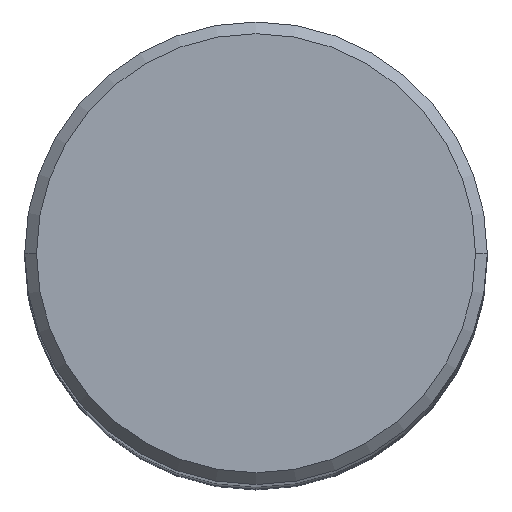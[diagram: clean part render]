
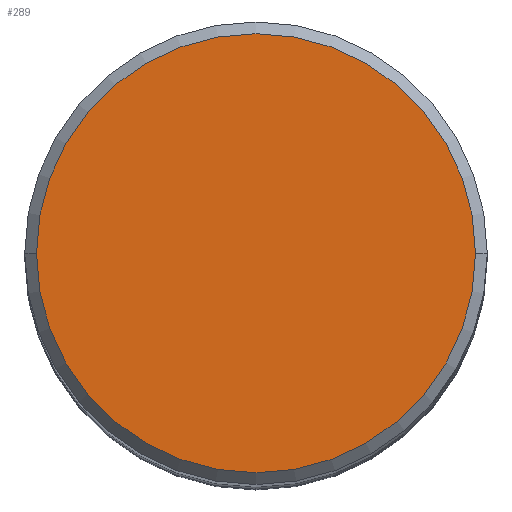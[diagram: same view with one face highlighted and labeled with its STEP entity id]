
A CAD part, top view. The second image highlights one B-rep face of the part: STEP entity #289.
In plain terms, the highlighted planar face has unit normal (0, 0, 1).
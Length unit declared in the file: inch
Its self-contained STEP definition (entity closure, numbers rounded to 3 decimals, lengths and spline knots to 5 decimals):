
#4 = EDGE_CURVE ( 'NONE', #308, #347, #443, .T. ) ;
#27 = FACE_OUTER_BOUND ( 'NONE', #521, .T. ) ;
#41 = DIRECTION ( 'NONE',  ( 1., 0., 0. ) ) ;
#42 = CARTESIAN_POINT ( 'NONE',  ( 0., 0., 0. ) ) ;
#50 = ORIENTED_EDGE ( 'NONE', *, *, #223, .T. ) ;
#73 = AXIS2_PLACEMENT_3D ( 'NONE', #42, #175, #395 ) ;
#106 = AXIS2_PLACEMENT_3D ( 'NONE', #338, #517, #41 ) ;
#127 = CARTESIAN_POINT ( 'NONE',  ( 0., 0.3737, 0. ) ) ;
#145 = AXIS2_PLACEMENT_3D ( 'NONE', #127, #162, #482 ) ;
#162 = DIRECTION ( 'NONE',  ( 0., 0., -1. ) ) ;
#175 = DIRECTION ( 'NONE',  ( 0., 0., 1. ) ) ;
#178 = CIRCLE ( 'NONE', #106, 0.3737 ) ;
#216 = PLANE ( 'NONE',  #145 ) ;
#223 = EDGE_CURVE ( 'NONE', #347, #308, #178, .T. ) ;
#289 = ADVANCED_FACE ( 'NONE', ( #27 ), #216, .F. ) ;
#308 = VERTEX_POINT ( 'NONE', #535 ) ;
#338 = CARTESIAN_POINT ( 'NONE',  ( 0., 0., 0. ) ) ;
#347 = VERTEX_POINT ( 'NONE', #547 ) ;
#373 = ORIENTED_EDGE ( 'NONE', *, *, #4, .T. ) ;
#395 = DIRECTION ( 'NONE',  ( 1., 0., 0. ) ) ;
#443 = CIRCLE ( 'NONE', #73, 0.3737 ) ;
#482 = DIRECTION ( 'NONE',  ( -1., 0., 0. ) ) ;
#517 = DIRECTION ( 'NONE',  ( 0., 0., 1. ) ) ;
#521 = EDGE_LOOP ( 'NONE', ( #50, #373 ) ) ;
#535 = CARTESIAN_POINT ( 'NONE',  ( 0.3737, 0., 0. ) ) ;
#547 = CARTESIAN_POINT ( 'NONE',  ( -0.3737, 0., 0. ) ) ;
